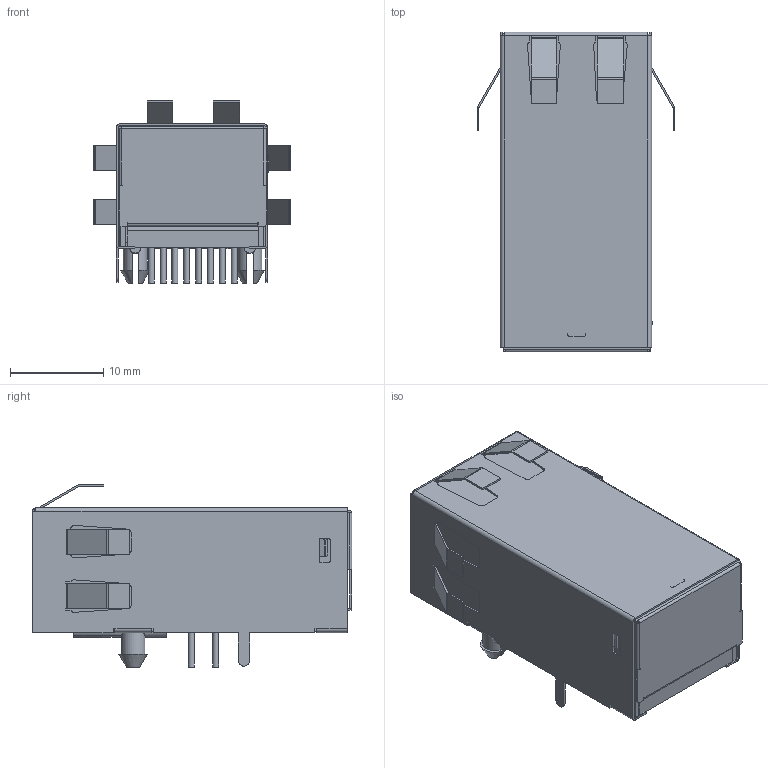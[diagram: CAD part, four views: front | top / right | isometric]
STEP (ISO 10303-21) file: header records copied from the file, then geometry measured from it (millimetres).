
FILE_DESCRIPTION((' '),'2;1');
FILE_NAME( 'XP1001000-05R.stp', '2023-02-07T09:33:06', (' '), ('--- Datakit www.datakit.com---'), ' Datakit CrossCadWare V2023.1 Dec 22 2022', 'DATAKIT 2023 (c)', ' ');
FILE_SCHEMA(('AP242_MANAGED_MODEL_BASED_3D_ENGINEERING_MIM_LF { 1 0 10303 442 1 1 4 }'));
Length unit declared in the file: millimetre
Products named in the file (1): XP1001000-05R
Bounding box: 21.25 x 34.32 x 19.63 mm (x, y, z)
Volume: 2834.4 mm3; surface area: 8629.6 mm2
Topology: 30 solids, 30 shells, 967 faces, 2726 edges, 1803 vertices
Faces by surface type: plane 757, cylinder 206, cone 4
Full cylindrical faces by diameter (mm): 0.635 x8
Entity records: 32082 total; most frequent: CARTESIAN_POINT 5647, ORIENTED_EDGE 5436, DIRECTION 5051, EDGE_CURVE 2718, VECTOR 2269, LINE 2269, VERTEX_POINT 1803, AXIS2_PLACEMENT_3D 1391
